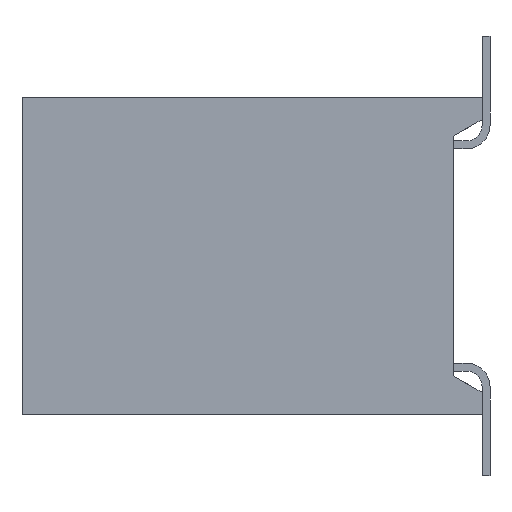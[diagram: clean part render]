
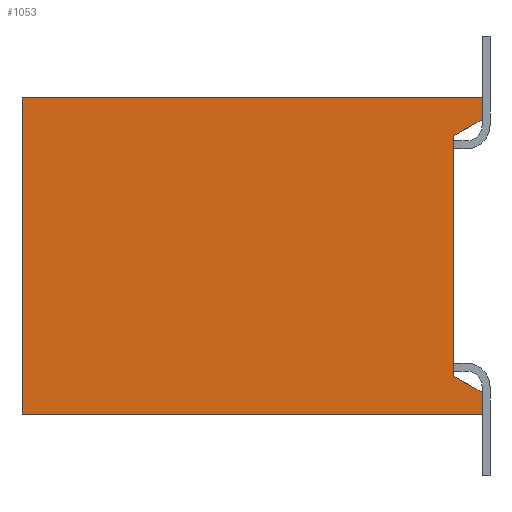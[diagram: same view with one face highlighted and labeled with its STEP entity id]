
A CAD part, left-side view. The second image highlights one B-rep face of the part: STEP entity #1053.
In plain terms, the highlighted planar face has unit normal (-1, 0, 0).
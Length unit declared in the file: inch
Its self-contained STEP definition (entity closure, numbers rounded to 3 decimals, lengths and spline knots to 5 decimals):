
#236 = FACE_OUTER_BOUND ( 'NONE', #1650, .T. ) ;
#607 = VERTEX_POINT ( 'NONE', #3300 ) ;
#608 = VERTEX_POINT ( 'NONE', #3393 ) ;
#631 = AXIS2_PLACEMENT_3D ( 'NONE', #2926, #2761, #2774 ) ;
#735 = EDGE_CURVE ( 'NONE', #607, #608, #2091, .T. ) ;
#958 = ORIENTED_EDGE ( 'NONE', *, *, #2471, .T. ) ;
#968 = ORIENTED_EDGE ( 'NONE', *, *, #2457, .T. ) ;
#969 = ORIENTED_EDGE ( 'NONE', *, *, #2477, .F. ) ;
#981 = ORIENTED_EDGE ( 'NONE', *, *, #2458, .F. ) ;
#983 = ORIENTED_EDGE ( 'NONE', *, *, #2472, .T. ) ;
#986 = ORIENTED_EDGE ( 'NONE', *, *, #2479, .T. ) ;
#989 = ORIENTED_EDGE ( 'NONE', *, *, #2482, .T. ) ;
#995 = ORIENTED_EDGE ( 'NONE', *, *, #735, .T. ) ;
#1053 = ADVANCED_FACE ( 'NONE', ( #236 ), #2933, .F. ) ;
#1377 = DIRECTION ( 'NONE',  ( 0., 0.866, 0.5 ) ) ;
#1378 = CARTESIAN_POINT ( 'NONE',  ( -0.1, 0., -0.086 ) ) ;
#1383 = DIRECTION ( 'NONE',  ( 0., -1., 0. ) ) ;
#1384 = CARTESIAN_POINT ( 'NONE',  ( -0.1, 0.29, -0.1 ) ) ;
#1387 = DIRECTION ( 'NONE',  ( 0., 0., 1. ) ) ;
#1397 = DIRECTION ( 'NONE',  ( 0., 0., 1. ) ) ;
#1398 = CARTESIAN_POINT ( 'NONE',  ( -0.1, 0., -0.1 ) ) ;
#1399 = DIRECTION ( 'NONE',  ( 0., -0.866, 0.5 ) ) ;
#1400 = CARTESIAN_POINT ( 'NONE',  ( -0.1, 0., 0.086 ) ) ;
#1413 = CARTESIAN_POINT ( 'NONE',  ( -0.1, 0.29, -0.1 ) ) ;
#1425 = DIRECTION ( 'NONE',  ( 0., -1., 0. ) ) ;
#1426 = CARTESIAN_POINT ( 'NONE',  ( -0.1, 0.29, 0.1 ) ) ;
#1427 = DIRECTION ( 'NONE',  ( 0., 0., 1. ) ) ;
#1428 = CARTESIAN_POINT ( 'NONE',  ( -0.1, 0.018, 0.07561 ) ) ;
#1576 = VERTEX_POINT ( 'NONE', #2583 ) ;
#1580 = VERTEX_POINT ( 'NONE', #2596 ) ;
#1581 = VERTEX_POINT ( 'NONE', #3071 ) ;
#1582 = VERTEX_POINT ( 'NONE', #3067 ) ;
#1583 = VERTEX_POINT ( 'NONE', #3069 ) ;
#1584 = VERTEX_POINT ( 'NONE', #3063 ) ;
#1650 = EDGE_LOOP ( 'NONE', ( #968, #958, #995, #981, #969, #986, #983, #989 ) ) ;
#2091 = LINE ( 'NONE', #3445, #2094 ) ;
#2094 = VECTOR ( 'NONE', #3205, 39.37008 ) ;
#2298 = LINE ( 'NONE', #1428, #2301 ) ;
#2300 = LINE ( 'NONE', #1426, #2303 ) ;
#2301 = VECTOR ( 'NONE', #1427, 39.37008 ) ;
#2303 = VECTOR ( 'NONE', #1425, 39.37008 ) ;
#2320 = LINE ( 'NONE', #1413, #2341 ) ;
#2326 = LINE ( 'NONE', #1400, #2329 ) ;
#2328 = LINE ( 'NONE', #1398, #2331 ) ;
#2329 = VECTOR ( 'NONE', #1399, 39.37008 ) ;
#2331 = VECTOR ( 'NONE', #1397, 39.37008 ) ;
#2341 = VECTOR ( 'NONE', #1387, 39.37008 ) ;
#2342 = LINE ( 'NONE', #1384, #2345 ) ;
#2345 = VECTOR ( 'NONE', #1383, 39.37008 ) ;
#2348 = LINE ( 'NONE', #1378, #2351 ) ;
#2351 = VECTOR ( 'NONE', #1377, 39.37008 ) ;
#2457 = EDGE_CURVE ( 'NONE', #1582, #1581, #2298, .T. ) ;
#2458 = EDGE_CURVE ( 'NONE', #1580, #608, #2300, .T. ) ;
#2471 = EDGE_CURVE ( 'NONE', #1581, #607, #2326, .T. ) ;
#2472 = EDGE_CURVE ( 'NONE', #1583, #1584, #2328, .T. ) ;
#2477 = EDGE_CURVE ( 'NONE', #1576, #1580, #2320, .T. ) ;
#2479 = EDGE_CURVE ( 'NONE', #1576, #1583, #2342, .T. ) ;
#2482 = EDGE_CURVE ( 'NONE', #1584, #1582, #2348, .T. ) ;
#2583 = CARTESIAN_POINT ( 'NONE',  ( -0.1, 0.29, -0.1 ) ) ;
#2596 = CARTESIAN_POINT ( 'NONE',  ( -0.1, 0.29, 0.1 ) ) ;
#2761 = DIRECTION ( 'NONE',  ( 1., 0., 0. ) ) ;
#2774 = DIRECTION ( 'NONE',  ( 0., 0., -1. ) ) ;
#2926 = CARTESIAN_POINT ( 'NONE',  ( -0.1, 0.29, -0.1 ) ) ;
#2933 = PLANE ( 'NONE',  #631 ) ;
#3063 = CARTESIAN_POINT ( 'NONE',  ( -0.1, 0., -0.086 ) ) ;
#3067 = CARTESIAN_POINT ( 'NONE',  ( -0.1, 0.018, -0.07561 ) ) ;
#3069 = CARTESIAN_POINT ( 'NONE',  ( -0.1, 0., -0.1 ) ) ;
#3071 = CARTESIAN_POINT ( 'NONE',  ( -0.1, 0.018, 0.07561 ) ) ;
#3205 = DIRECTION ( 'NONE',  ( 0., 0., 1. ) ) ;
#3300 = CARTESIAN_POINT ( 'NONE',  ( -0.1, 0., 0.086 ) ) ;
#3393 = CARTESIAN_POINT ( 'NONE',  ( -0.1, 0., 0.1 ) ) ;
#3445 = CARTESIAN_POINT ( 'NONE',  ( -0.1, 0., -0.1 ) ) ;
